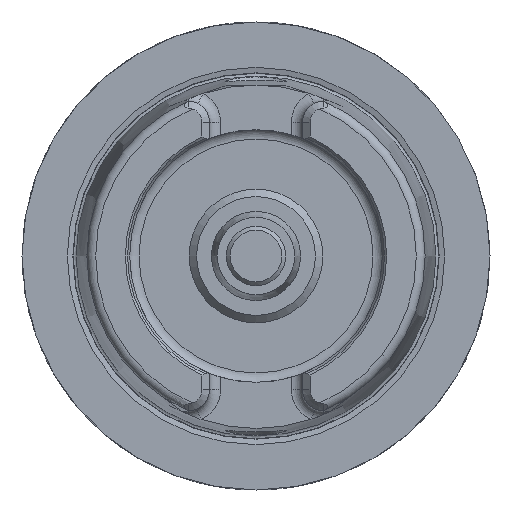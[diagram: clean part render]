
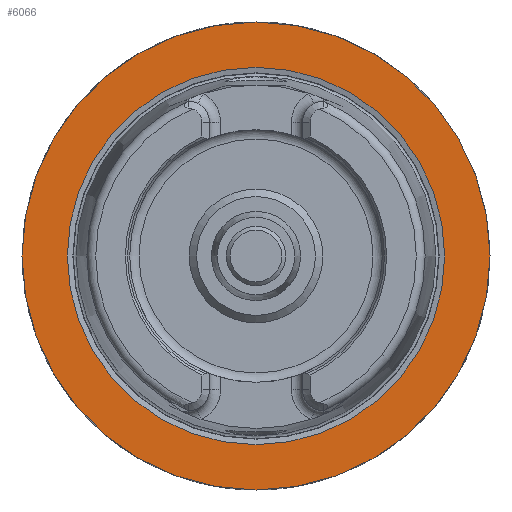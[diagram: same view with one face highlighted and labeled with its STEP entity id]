
A CAD part, left-side view. The second image highlights one B-rep face of the part: STEP entity #6066.
In plain terms, the highlighted planar face has unit normal (-1, 0, 0).
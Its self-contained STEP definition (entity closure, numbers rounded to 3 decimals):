
#5257=CARTESIAN_POINT('',(0.0,31.5,0.0));
#5258=VERTEX_POINT('',#5257);
#5259=CARTESIAN_POINT('',(0.0,0.0,0.0));
#5260=DIRECTION('',(1.0,0.0,0.0));
#5261=DIRECTION('',(0.0,1.0,0.0));
#5262=AXIS2_PLACEMENT_3D('',#5259,#5260,#5261);
#5263=CIRCLE('',#5262,31.5);
#5264=EDGE_CURVE('',#5258,#5258,#5263,.T.);
#6040=CARTESIAN_POINT('',(0.0,25.4,0.0));
#6041=VERTEX_POINT('',#6040);
#6042=CARTESIAN_POINT('',(0.0,0.0,0.0));
#6043=DIRECTION('',(1.0,0.0,0.0));
#6044=DIRECTION('',(0.0,1.0,0.0));
#6045=AXIS2_PLACEMENT_3D('',#6042,#6043,#6044);
#6046=CIRCLE('',#6045,25.4);
#6047=EDGE_CURVE('',#6041,#6041,#6046,.T.);
#6055=CARTESIAN_POINT('',(0.0,28.45,0.0));
#6056=DIRECTION('',(-1.0,0.0,0.0));
#6057=DIRECTION('',(0.0,0.0,1.0));
#6058=AXIS2_PLACEMENT_3D('',#6055,#6056,#6057);
#6059=PLANE('',#6058);
#6060=ORIENTED_EDGE('',*,*,#5264,.F.);
#6061=EDGE_LOOP('',(#6060));
#6062=FACE_OUTER_BOUND('',#6061,.T.);
#6063=ORIENTED_EDGE('',*,*,#6047,.T.);
#6064=EDGE_LOOP('',(#6063));
#6065=FACE_BOUND('',#6064,.T.);
#6066=ADVANCED_FACE('',(#6062,#6065),#6059,.T.);
